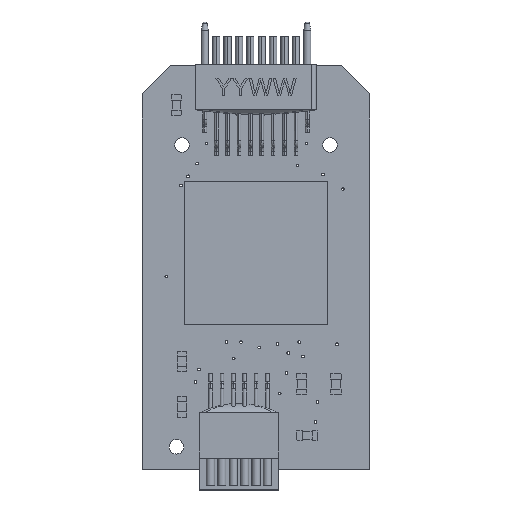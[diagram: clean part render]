
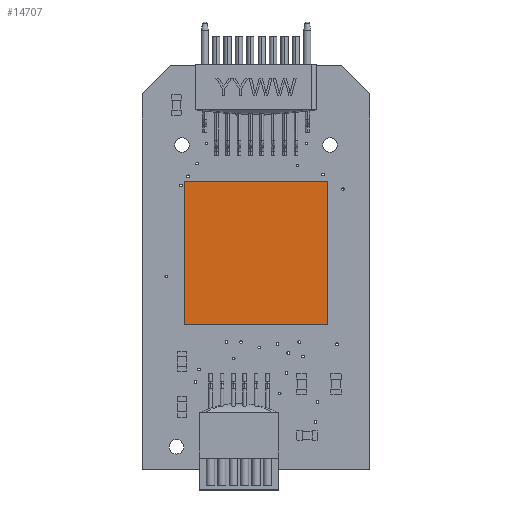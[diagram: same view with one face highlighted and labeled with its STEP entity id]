
A CAD part, top view. The second image highlights one B-rep face of the part: STEP entity #14707.
In plain terms, the highlighted face is planar.
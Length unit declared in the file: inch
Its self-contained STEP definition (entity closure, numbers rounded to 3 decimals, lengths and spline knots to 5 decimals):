
#301 = ORIENTED_EDGE ( 'NONE', *, *, #14489, .T. ) ;
#1228 = VERTEX_POINT ( 'NONE', #27669 ) ;
#1256 = VERTEX_POINT ( 'NONE', #27341 ) ;
#2505 = ORIENTED_EDGE ( 'NONE', *, *, #15484, .T. ) ;
#2707 = CARTESIAN_POINT ( 'NONE',  ( 0.31496, 0.03346, 0. ) ) ;
#2774 = DIRECTION ( 'NONE',  ( 0., -1., 0. ) ) ;
#5325 = EDGE_CURVE ( 'NONE', #16242, #6081, #8803, .T. ) ;
#5544 = CARTESIAN_POINT ( 'NONE',  ( 0., 0.03346, -0.31496 ) ) ;
#5685 = LINE ( 'NONE', #21902, #15327 ) ;
#6081 = VERTEX_POINT ( 'NONE', #17269 ) ;
#6960 = EDGE_CURVE ( 'NONE', #6081, #1256, #18235, .T. ) ;
#8803 = LINE ( 'NONE', #2707, #16988 ) ;
#9249 = LINE ( 'NONE', #19679, #23450 ) ;
#10331 = CARTESIAN_POINT ( 'NONE',  ( 0.31496, 0.03346, 0. ) ) ;
#10642 = FACE_OUTER_BOUND ( 'NONE', #16173, .T. ) ;
#11298 = VECTOR ( 'NONE', #28925, 39.37008 ) ;
#12647 = DIRECTION ( 'NONE',  ( 0., 0., -1. ) ) ;
#13174 = AXIS2_PLACEMENT_3D ( 'NONE', #31076, #2774, #28184 ) ;
#14489 = EDGE_CURVE ( 'NONE', #1228, #16242, #5685, .T. ) ;
#14707 = ADVANCED_FACE ( 'NONE', ( #10642 ), #23412, .F. ) ;
#15327 = VECTOR ( 'NONE', #29224, 39.37008 ) ;
#15484 = EDGE_CURVE ( 'NONE', #1256, #1228, #9249, .T. ) ;
#16173 = EDGE_LOOP ( 'NONE', ( #2505, #301, #21823, #18702 ) ) ;
#16242 = VERTEX_POINT ( 'NONE', #10331 ) ;
#16988 = VECTOR ( 'NONE', #12647, 39.37008 ) ;
#17269 = CARTESIAN_POINT ( 'NONE',  ( 0.31496, 0.03346, -0.31496 ) ) ;
#18235 = LINE ( 'NONE', #5544, #11298 ) ;
#18702 = ORIENTED_EDGE ( 'NONE', *, *, #6960, .T. ) ;
#19679 = CARTESIAN_POINT ( 'NONE',  ( 0., 0.03346, 0. ) ) ;
#21823 = ORIENTED_EDGE ( 'NONE', *, *, #5325, .T. ) ;
#21902 = CARTESIAN_POINT ( 'NONE',  ( 0., 0.03346, 0. ) ) ;
#23412 = PLANE ( 'NONE',  #13174 ) ;
#23450 = VECTOR ( 'NONE', #30032, 39.37008 ) ;
#27341 = CARTESIAN_POINT ( 'NONE',  ( 0., 0.03346, -0.31496 ) ) ;
#27669 = CARTESIAN_POINT ( 'NONE',  ( 0., 0.03346, 0. ) ) ;
#28184 = DIRECTION ( 'NONE',  ( 0., 0., -1. ) ) ;
#28925 = DIRECTION ( 'NONE',  ( -1., 0., 0. ) ) ;
#29224 = DIRECTION ( 'NONE',  ( 1., 0., 0. ) ) ;
#30032 = DIRECTION ( 'NONE',  ( 0., 0., 1. ) ) ;
#31076 = CARTESIAN_POINT ( 'NONE',  ( 0., 0.03346, 0. ) ) ;
